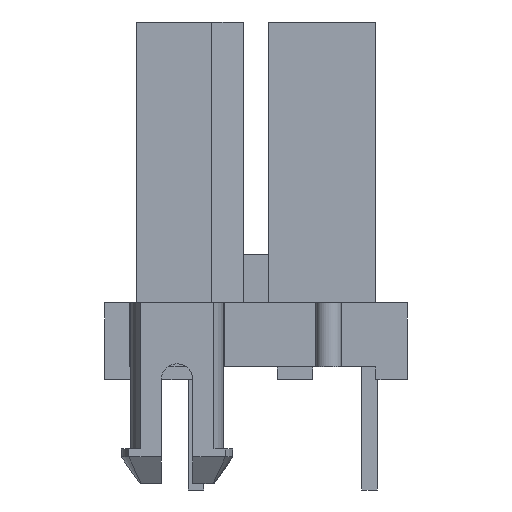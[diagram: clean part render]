
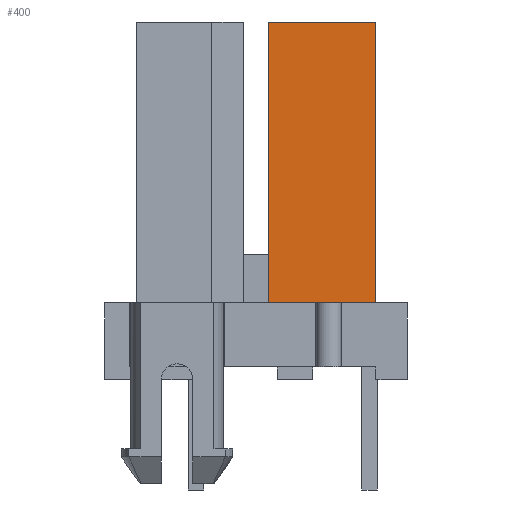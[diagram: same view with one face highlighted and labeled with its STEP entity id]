
A CAD part, left-side view. The second image highlights one B-rep face of the part: STEP entity #400.
In plain terms, the highlighted planar face has unit normal (-1, 0, 0).
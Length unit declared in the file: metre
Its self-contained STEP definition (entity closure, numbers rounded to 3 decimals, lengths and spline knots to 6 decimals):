
#400 = ADVANCED_FACE( '', ( #1489 ), #1490, .T. );
#1489 = FACE_OUTER_BOUND( '', #2912, .T. );
#1490 = PLANE( '', #2913 );
#2912 = EDGE_LOOP( '', ( #6620, #6621, #6622, #6623 ) );
#2913 = AXIS2_PLACEMENT_3D( '', #6624, #6625, #6626 );
#6620 = ORIENTED_EDGE( '', *, *, #10442, .T. );
#6621 = ORIENTED_EDGE( '', *, *, #10507, .F. );
#6622 = ORIENTED_EDGE( '', *, *, #9592, .F. );
#6623 = ORIENTED_EDGE( '', *, *, #9455, .T. );
#6624 = CARTESIAN_POINT( '', ( -0.0185, -0.0004, 0. ) );
#6625 = DIRECTION( '', ( -1., 0., 0. ) );
#6626 = DIRECTION( '', ( 0., 0., 1. ) );
#9455 = EDGE_CURVE( '', #11581, #11579, #11582, .T. );
#9592 = EDGE_CURVE( '', #11581, #11845, #11846, .T. );
#10442 = EDGE_CURVE( '', #11579, #13230, #13232, .T. );
#10507 = EDGE_CURVE( '', #11845, #13230, #13320, .T. );
#11579 = VERTEX_POINT( '', #14842 );
#11581 = VERTEX_POINT( '', #14845 );
#11582 = LINE( '', #14846, #14847 );
#11845 = VERTEX_POINT( '', #15246 );
#11846 = LINE( '', #15247, #15248 );
#13230 = VERTEX_POINT( '', #17478 );
#13232 = LINE( '', #17481, #17482 );
#13320 = LINE( '', #17633, #17634 );
#14842 = CARTESIAN_POINT( '', ( -0.0185, -0.0038, 0. ) );
#14845 = CARTESIAN_POINT( '', ( -0.0185, -0.0004, 0. ) );
#14846 = CARTESIAN_POINT( '', ( -0.0185, -0.0004, 0. ) );
#14847 = VECTOR( '', #18825, 1. );
#15246 = CARTESIAN_POINT( '', ( -0.0185, -0.0004, 0.0089 ) );
#15247 = CARTESIAN_POINT( '', ( -0.0185, -0.0004, 0. ) );
#15248 = VECTOR( '', #18962, 1. );
#17478 = CARTESIAN_POINT( '', ( -0.0185, -0.0038, 0.0089 ) );
#17481 = CARTESIAN_POINT( '', ( -0.0185, -0.0038, 0. ) );
#17482 = VECTOR( '', #19844, 1. );
#17633 = CARTESIAN_POINT( '', ( -0.0185, -0.0004, 0.0089 ) );
#17634 = VECTOR( '', #19911, 1. );
#18825 = DIRECTION( '', ( 0., -1., 0. ) );
#18962 = DIRECTION( '', ( 0., 0., 1. ) );
#19844 = DIRECTION( '', ( 0., 0., 1. ) );
#19911 = DIRECTION( '', ( 0., -1., 0. ) );
